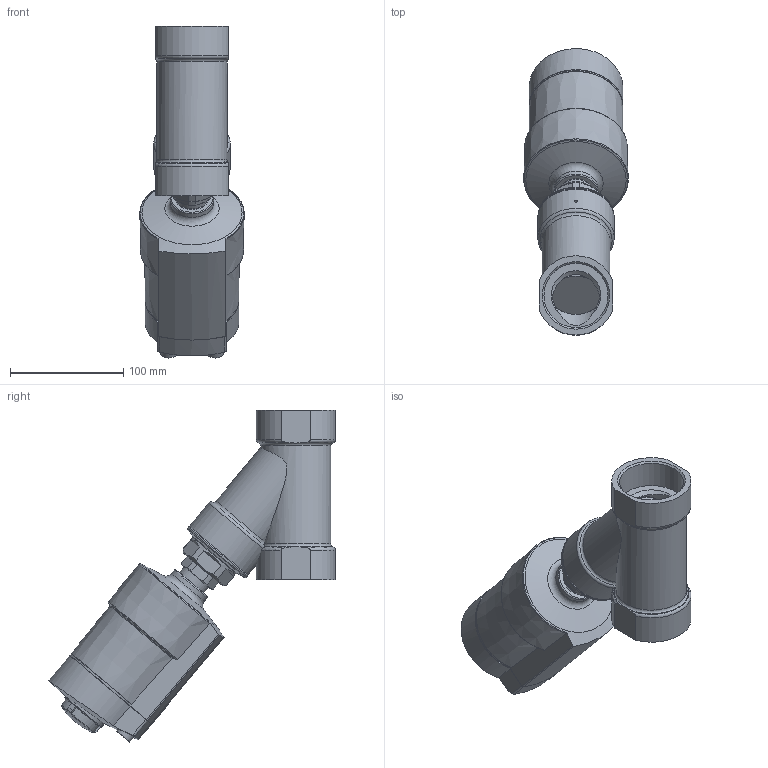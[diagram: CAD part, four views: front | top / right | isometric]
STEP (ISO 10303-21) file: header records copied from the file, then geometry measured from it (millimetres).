
FILE_DESCRIPTION(/* description */ ('STEP AP214'),/* implementation_level */ '2;1');
FILE_NAME(/* name */ '8111588_VZXA-A-TS6-50-M6-B1T-8-K-75-20-PR-PM',/* time_stamp */ '2024-09-18T11:23:09+02:00',/* author */ ('License CC BY-ND 4.0'),/* organization */ ('CADENAS'),/* preprocessor_version */ 'ST-DEVELOPER v19.3',/* originating_system */ 'PARTsolutions',/* authorisation */ ' ');
FILE_SCHEMA (('AUTOMOTIVE_DESIGN {1 0 10303 214 3 1 1}'));
Length unit declared in the file: millimetre
Products named in the file (6): 8111588 VZXA-A-TS6-50-M6-B1T-8-K-75-20-PR-PM---(0); 3539411 VZZA---T-S6-50-M2-B1-T; 8101238 DFPK-75-20-PR-PM_housing---(0); 3539412 DFPK-75---(-_PMcap); 2284889 DFPK---(cover); 3465682 DFP_ec
Assembly tree (5 placements, depth 2):
  8111588 VZXA-A-TS6-50-M6-B1T-8-K-75-20-PR-PM---(0)
    3539411 VZZA---T-S6-50-M2-B1-T
    8101238 DFPK-75-20-PR-PM_housing---(0)
    3539412 DFPK-75---(-_PMcap)
    2284889 DFPK---(cover)
    3465682 DFP_ec
Bounding box: 92.51 x 253.21 x 293.11 mm (x, y, z)
Volume: 1285088.4 mm3; surface area: 183822.8 mm2
Topology: 5 solids, 5 shells, 497 faces, 1212 edges, 776 vertices
Faces by surface type: plane 185, cylinder 131, cone 87, torus 86, sphere 8
Full cylindrical faces by diameter (mm): 2.5 x2, 3 x3, 4 x2, 5.8 x2, 6 x2, 8.2 x1, 8.376 x1, 8.566 x2, 10 x3, 11 x1, 15 x2, 16 x3, 16.2 x1, 17 x1, 17.7 x1, 18.2 x1, 20 x1, 28 x2, 28.5 x2, 33.1 x1, 33.376 x1, 36 x1, 36.2 x1, 36.5 x1, 37 x2, 37.8 x1, 37.835 x1, 38 x2, 39 x1, 39.4 x2
Entity records: 15488 total; most frequent: CARTESIAN_POINT 3297, DIRECTION 2263, ORIENTED_EDGE 1978, AXIS2_PLACEMENT_3D 997, EDGE_CURVE 989, FACE_BOUND 736, EDGE_LOOP 733, VERTEX_POINT 731
